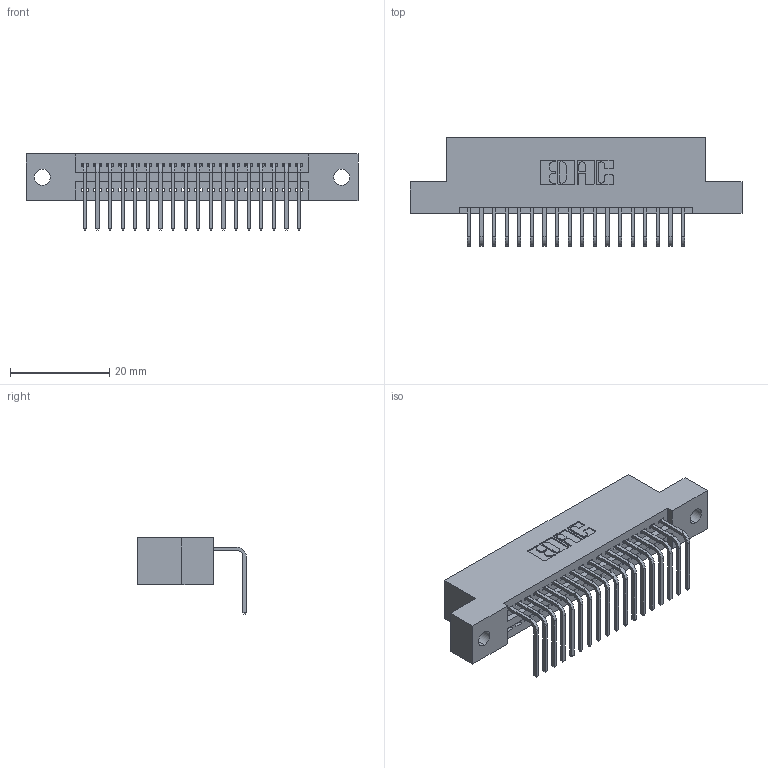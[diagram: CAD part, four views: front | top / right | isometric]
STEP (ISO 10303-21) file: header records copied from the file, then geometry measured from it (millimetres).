
FILE_DESCRIPTION (( 'STEP AP203' ), '1' );
FILE_NAME ('345-018-558-102.STEP', '2019-10-10T12:22:58', ( '' ), ( '' ), 'SwSTEP 2.0', 'SolidWorks 2016', '' );
FILE_SCHEMA (( 'CONFIG_CONTROL_DESIGN' ));
Length unit declared in the file: inch
Products named in the file (3): 345 Part_Flush Mounting Lugs - 0.128 Dia; 345-292-001_558 Tail - 2; 345-018-558-102
Assembly tree (19 placements, depth 2):
  345-018-558-102
    345 Part_Flush Mounting Lugs - 0.128 Dia
    345-292-001_558 Tail - 2  x18
Bounding box: 66.93 x 21.83 x 15.37 mm (x, y, z)
Volume: 6183.7 mm3; surface area: 7972.3 mm2
Topology: 19 solids, 19 shells, 1206 faces, 3617 edges, 2386 vertices
Faces by surface type: plane 836, cylinder 370
Entity records: 16865 total; most frequent: CARTESIAN_POINT 2930, ORIENTED_EDGE 2882, DIRECTION 2593, EDGE_CURVE 1441, VECTOR 1237, LINE 1237, VERTEX_POINT 958, AXIS2_PLACEMENT_3D 678
